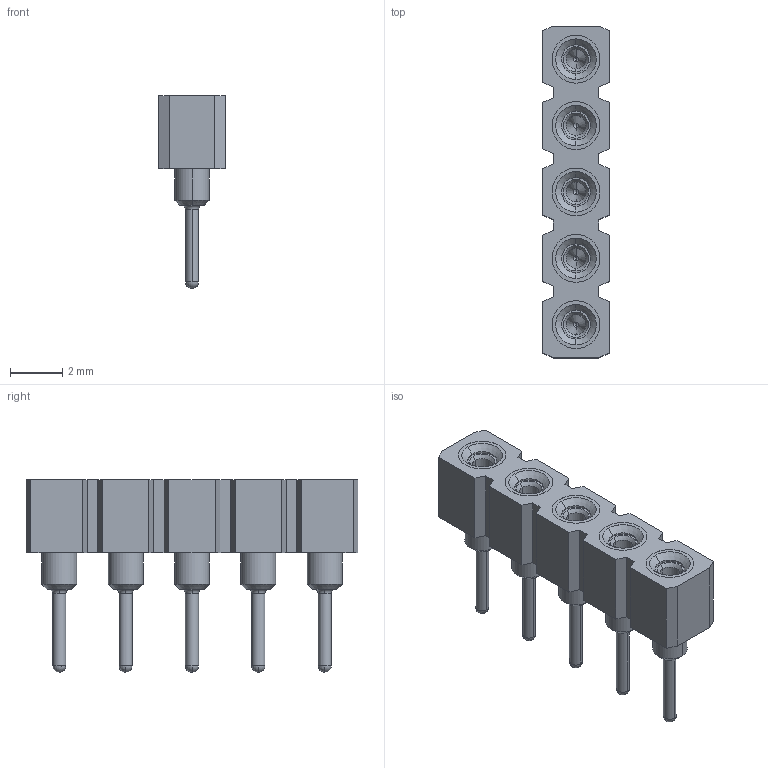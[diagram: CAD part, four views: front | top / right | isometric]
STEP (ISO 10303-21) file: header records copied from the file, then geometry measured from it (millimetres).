
FILE_DESCRIPTION(('FreeCAD Model'),'2;1');
FILE_NAME('Open CASCADE Shape Model','2022-06-12T16:52:59',( 'kicad StepUp'),('ksu MCAD'),'Open CASCADE STEP processor 7.5', 'FreeCAD','Unknown');
FILE_SCHEMA(('AUTOMOTIVE_DESIGN { 1 0 10303 214 1 1 1 1 }'));
Length unit declared in the file: millimetre
Products named in the file (1): pcb_connector_310-87-105-41-001101
Bounding box: 2.54 x 12.7 x 7.37 mm (x, y, z)
Volume: 84.4 mm3; surface area: 299.1 mm2
Topology: 1 solids, 1 shells, 232 faces, 550 edges, 325 vertices
Faces by surface type: cone 80, cylinder 70, plane 62, torus 10, revolution 10
Entity records: 8241 total; most frequent: DIRECTION 1246, CARTESIAN_POINT 1158, ORIENTED_EDGE 1060, EDGE_CURVE 530, AXIS2_PLACEMENT_3D 483, VERTEX_POINT 325, LINE 270, VECTOR 270
